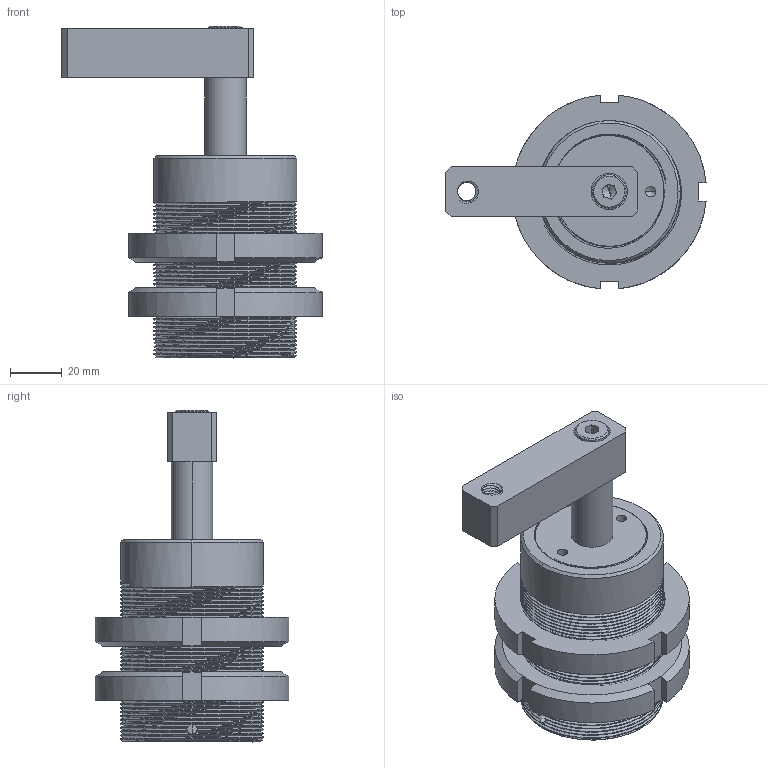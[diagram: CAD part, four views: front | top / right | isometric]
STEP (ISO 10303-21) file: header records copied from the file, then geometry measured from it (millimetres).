
FILE_DESCRIPTION (( 'STEP AP203' ), '1' );
FILE_NAME ('ASC-TB40S.STEP', '2019-05-16T01:24:06', ( 'User' ), ( 'china' ), 'SwSTEP 2.0', 'SolidWorks 2018', '' );
FILE_SCHEMA (( 'CONFIG_CONTROL_DESIGN' ));
Length unit declared in the file: millimetre
Products named in the file (7): ASC-TB40S; CAS-TB40BT_1; CAS-TB40LM_1; CAS-FA40QG_3; TB40S活塞杆; M8LC_3; ASC-MF40SYB_3
Assembly tree (7 placements, depth 2):
  ASC-TB40S
    CAS-TB40BT_1
    CAS-TB40LM_1  x2
    CAS-FA40QG_3
    TB40S活塞杆
    M8LC_3
    ASC-MF40SYB_3
Bounding box: 100.34 x 74.67 x 128 mm (x, y, z)
Volume: 220558.6 mm3; surface area: 88290 mm2
Topology: 7 solids, 7 shells, 559 faces, 1936 edges, 1391 vertices
Faces by surface type: cylinder 346, bspline 104, plane 75, cone 32, torus 2
Entity records: 88810 total; most frequent: CARTESIAN_POINT 75120, ORIENTED_EDGE 3564, EDGE_CURVE 1782, DIRECTION 1495, VERTEX_POINT 1287, B_SPLINE_CURVE_WITH_KNOTS 1168, EDGE_LOOP 543, AXIS2_PLACEMENT_3D 521
